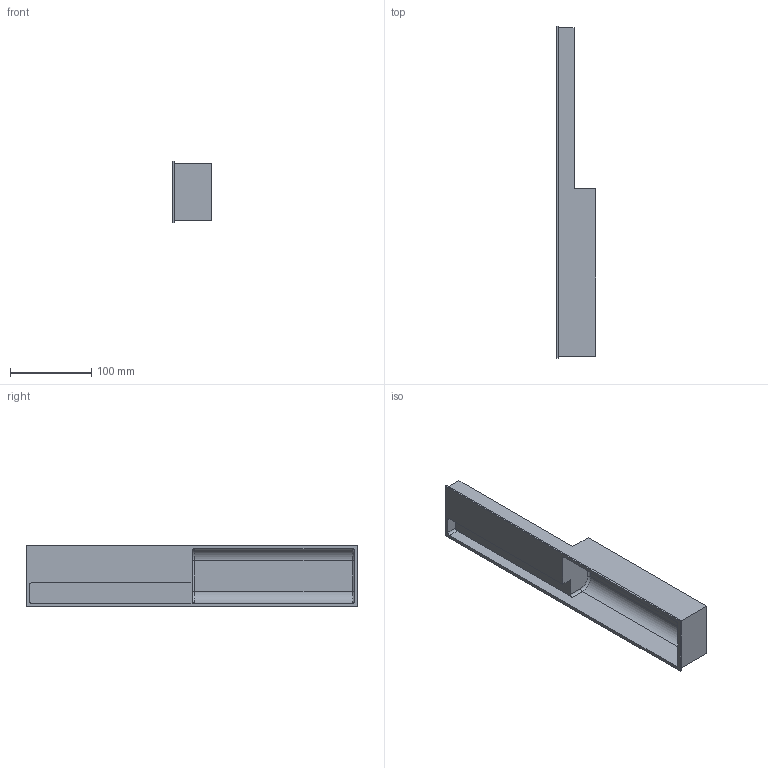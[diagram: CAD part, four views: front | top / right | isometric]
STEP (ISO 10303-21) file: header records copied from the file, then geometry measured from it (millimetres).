
FILE_DESCRIPTION (( 'STEP AP214' ), '1' );
FILE_NAME ('Poignée-taillé-masse-modif.STEP', '2022-06-16T06:47:30', ( '' ), ( '' ), 'SwSTEP 2.0', 'SolidWorks 2021', '' );
FILE_SCHEMA (( 'AUTOMOTIVE_DESIGN' ));
Length unit declared in the file: millimetre
Products named in the file (1): Poignée-taillé-masse-modif
Bounding box: 48 x 408 x 75 mm (x, y, z)
Volume: 344931.7 mm3; surface area: 123166.4 mm2
Topology: 1 solids, 1 shells, 35 faces, 85 edges, 54 vertices
Faces by surface type: plane 21, cylinder 10, torus 4
Entity records: 1053 total; most frequent: DIRECTION 181, CARTESIAN_POINT 175, ORIENTED_EDGE 170, EDGE_CURVE 85, LINE 61, VECTOR 61, AXIS2_PLACEMENT_3D 60, VERTEX_POINT 54
